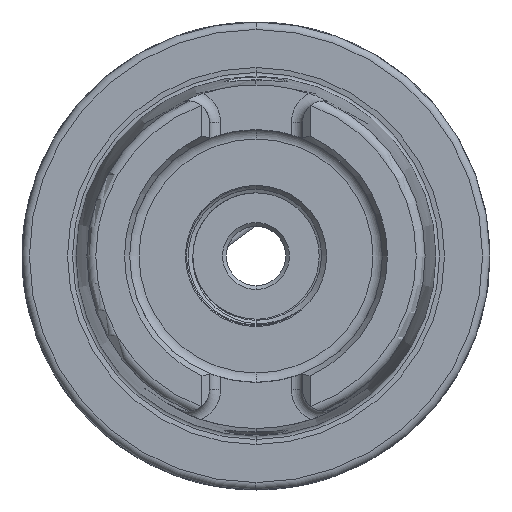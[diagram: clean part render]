
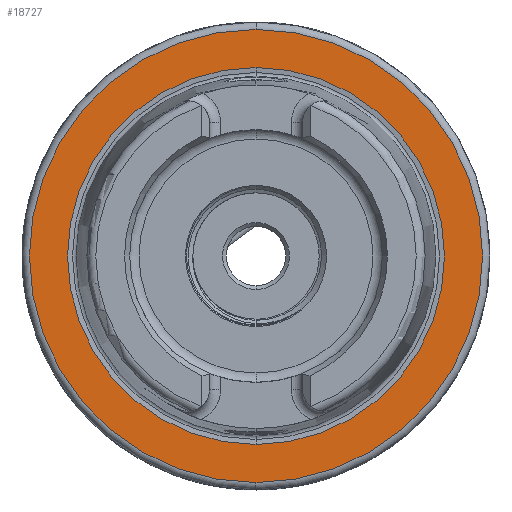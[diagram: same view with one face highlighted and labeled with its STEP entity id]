
A CAD part, left-side view. The second image highlights one B-rep face of the part: STEP entity #18727.
In plain terms, the highlighted planar face has unit normal (-1, 0, 0).
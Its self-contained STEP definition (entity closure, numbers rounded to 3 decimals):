
#1477 = EDGE_CURVE ( 'NONE', #6547, #6553, #21283, .T. ) ;
#1505 = EDGE_CURVE ( 'NONE', #6598, #6586, #21326, .T. ) ;
#4461 = PLANE ( 'NONE',  #18489 ) ;
#4462 = CARTESIAN_POINT ( 'NONE',  ( 0., 25.369, 0. ) ) ;
#4495 = DIRECTION ( 'NONE',  ( -1., 0., 0. ) ) ;
#4504 = DIRECTION ( 'NONE',  ( 0., 0., 1. ) ) ;
#6153 = ORIENTED_EDGE ( 'NONE', *, *, #15727, .T. ) ;
#6156 = ORIENTED_EDGE ( 'NONE', *, *, #1477, .T. ) ;
#6168 = ORIENTED_EDGE ( 'NONE', *, *, #15737, .T. ) ;
#6219 = ORIENTED_EDGE ( 'NONE', *, *, #1505, .T. ) ;
#6547 = VERTEX_POINT ( 'NONE', #7938 ) ;
#6553 = VERTEX_POINT ( 'NONE', #7903 ) ;
#6586 = VERTEX_POINT ( 'NONE', #7965 ) ;
#6598 = VERTEX_POINT ( 'NONE', #8002 ) ;
#7022 = CARTESIAN_POINT ( 'NONE',  ( 0., 0., 0. ) ) ;
#7023 = DIRECTION ( 'NONE',  ( -1., 0., 0. ) ) ;
#7031 = DIRECTION ( 'NONE',  ( 0., 0., 1. ) ) ;
#7068 = DIRECTION ( 'NONE',  ( 1., 0., 0. ) ) ;
#7084 = CARTESIAN_POINT ( 'NONE',  ( 0., 0., 0. ) ) ;
#7085 = DIRECTION ( 'NONE',  ( 0., 0., -1. ) ) ;
#7903 = CARTESIAN_POINT ( 'NONE',  ( 0., 0., 30.5 ) ) ;
#7938 = CARTESIAN_POINT ( 'NONE',  ( 0., 0., -30.5 ) ) ;
#7965 = CARTESIAN_POINT ( 'NONE',  ( 0., 0., 25.369 ) ) ;
#8002 = CARTESIAN_POINT ( 'NONE',  ( 0., 0., -25.369 ) ) ;
#14220 = EDGE_LOOP ( 'NONE', ( #6153, #6156 ) ) ;
#14257 = EDGE_LOOP ( 'NONE', ( #6168, #6219 ) ) ;
#15727 = EDGE_CURVE ( 'NONE', #6553, #6547, #21382, .T. ) ;
#15737 = EDGE_CURVE ( 'NONE', #6586, #6598, #21473, .T. ) ;
#15993 = AXIS2_PLACEMENT_3D ( 'NONE', #20201, #20195, #20230 ) ;
#15996 = AXIS2_PLACEMENT_3D ( 'NONE', #20486, #20487, #20488 ) ;
#18182 = AXIS2_PLACEMENT_3D ( 'NONE', #7022, #7023, #7031 ) ;
#18194 = AXIS2_PLACEMENT_3D ( 'NONE', #7084, #7068, #7085 ) ;
#18489 = AXIS2_PLACEMENT_3D ( 'NONE', #4462, #4495, #4504 ) ;
#18727 = ADVANCED_FACE ( 'NONE', ( #20996, #21009 ), #4461, .T. ) ;
#20195 = DIRECTION ( 'NONE',  ( -1., 0., 0. ) ) ;
#20201 = CARTESIAN_POINT ( 'NONE',  ( 0., 0., 0. ) ) ;
#20230 = DIRECTION ( 'NONE',  ( 0., 0., 1. ) ) ;
#20486 = CARTESIAN_POINT ( 'NONE',  ( 0., 0., 0. ) ) ;
#20487 = DIRECTION ( 'NONE',  ( 1., 0., 0. ) ) ;
#20488 = DIRECTION ( 'NONE',  ( 0., 0., -1. ) ) ;
#20996 = FACE_OUTER_BOUND ( 'NONE', #14220, .T. ) ;
#21009 = FACE_BOUND ( 'NONE', #14257, .T. ) ;
#21283 = CIRCLE ( 'NONE', #15993, 30.5 ) ;
#21326 = CIRCLE ( 'NONE', #15996, 25.369 ) ;
#21382 = CIRCLE ( 'NONE', #18182, 30.5 ) ;
#21473 = CIRCLE ( 'NONE', #18194, 25.369 ) ;
